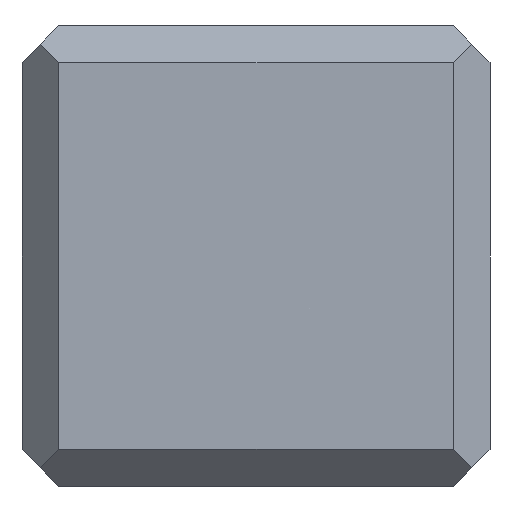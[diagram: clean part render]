
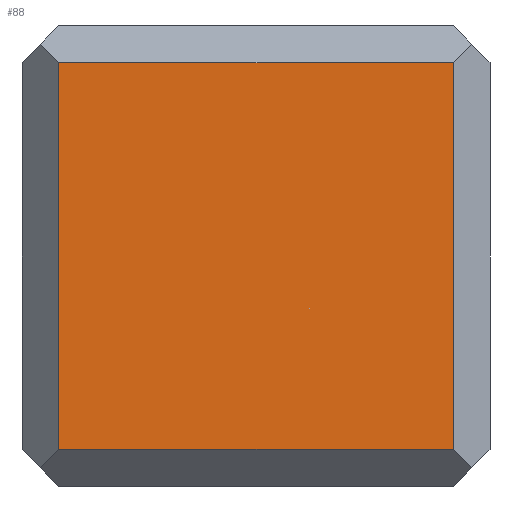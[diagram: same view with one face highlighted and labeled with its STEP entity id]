
A CAD part, left-side view. The second image highlights one B-rep face of the part: STEP entity #88.
In plain terms, the highlighted planar face has unit normal (-1, 0, 0).
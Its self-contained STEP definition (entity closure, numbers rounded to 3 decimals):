
#88=ADVANCED_FACE('',(#174),#175,.T.);
#174=FACE_OUTER_BOUND('',#253,.T.);
#175=PLANE('',#254);
#253=EDGE_LOOP('',(#443,#444,#445,#446));
#254=AXIS2_PLACEMENT_3D('',#447,#448,#449);
#443=ORIENTED_EDGE('',*,*,#548,.T.);
#444=ORIENTED_EDGE('',*,*,#558,.F.);
#445=ORIENTED_EDGE('',*,*,#521,.T.);
#446=ORIENTED_EDGE('',*,*,#526,.T.);
#447=CARTESIAN_POINT('',(-13.25,10.7,25.0));
#448=DIRECTION('',(-1.0,0.0,0.0));
#449=DIRECTION('',(0.0,0.0,1.0));
#521=EDGE_CURVE('',#635,#633,#636,.T.);
#526=EDGE_CURVE('',#633,#641,#643,.T.);
#548=EDGE_CURVE('',#641,#670,#672,.T.);
#558=EDGE_CURVE('',#635,#670,#682,.T.);
#633=VERTEX_POINT('',#785);
#635=VERTEX_POINT('',#788);
#636=LINE('',#789,#790);
#641=VERTEX_POINT('',#797);
#643=LINE('',#800,#801);
#670=VERTEX_POINT('',#838);
#672=LINE('',#841,#842);
#682=LINE('',#857,#858);
#785=CARTESIAN_POINT('',(-13.25,10.7,23.0));
#788=CARTESIAN_POINT('',(-13.25,-10.7,23.0));
#789=CARTESIAN_POINT('',(-13.25,-1.,23.0));
#790=VECTOR('',#906,1.0);
#797=CARTESIAN_POINT('',(-13.25,10.7,2.0));
#800=CARTESIAN_POINT('',(-13.25,10.7,25.0));
#801=VECTOR('',#910,1.0);
#838=CARTESIAN_POINT('',(-13.25,-10.7,2.0));
#841=CARTESIAN_POINT('',(-13.25,-1.,2.));
#842=VECTOR('',#931,1.0);
#857=CARTESIAN_POINT('',(-13.25,-10.7,25.0));
#858=VECTOR('',#937,1.0);
#906=DIRECTION('',(0.0,1.0,0.0));
#910=DIRECTION('',(0.0,0.0,-1.0));
#931=DIRECTION('',(0.0,-1.0,0.0));
#937=DIRECTION('',(0.0,0.0,-1.0));
